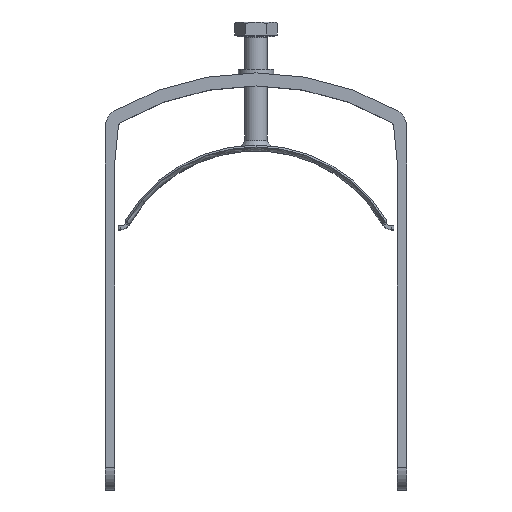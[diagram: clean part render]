
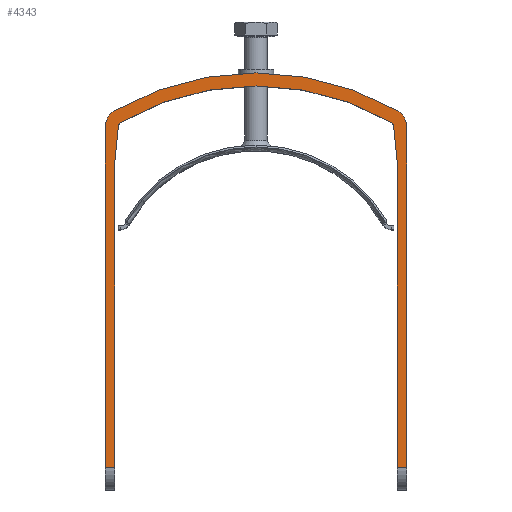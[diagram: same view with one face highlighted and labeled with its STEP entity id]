
A CAD part, top view. The second image highlights one B-rep face of the part: STEP entity #4343.
In plain terms, the highlighted face is planar.
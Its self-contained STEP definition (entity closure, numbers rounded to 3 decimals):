
#191 = FACE_OUTER_BOUND ( 'NONE', #1131, .T. ) ;
#635 = VERTEX_POINT ( 'NONE', #3803 ) ;
#660 = VERTEX_POINT ( 'NONE', #3808 ) ;
#661 = VERTEX_POINT ( 'NONE', #3814 ) ;
#662 = VERTEX_POINT ( 'NONE', #3815 ) ;
#663 = VERTEX_POINT ( 'NONE', #3813 ) ;
#664 = VERTEX_POINT ( 'NONE', #3816 ) ;
#665 = VERTEX_POINT ( 'NONE', #3811 ) ;
#666 = VERTEX_POINT ( 'NONE', #3817 ) ;
#669 = VERTEX_POINT ( 'NONE', #3819 ) ;
#672 = VERTEX_POINT ( 'NONE', #3822 ) ;
#673 = VERTEX_POINT ( 'NONE', #3823 ) ;
#674 = VERTEX_POINT ( 'NONE', #3824 ) ;
#675 = VERTEX_POINT ( 'NONE', #3825 ) ;
#1053 = ORIENTED_EDGE ( 'NONE', *, *, #2965, .T. ) ;
#1054 = ORIENTED_EDGE ( 'NONE', *, *, #2964, .F. ) ;
#1055 = ORIENTED_EDGE ( 'NONE', *, *, #2963, .F. ) ;
#1056 = ORIENTED_EDGE ( 'NONE', *, *, #2962, .F. ) ;
#1057 = ORIENTED_EDGE ( 'NONE', *, *, #2961, .T. ) ;
#1058 = ORIENTED_EDGE ( 'NONE', *, *, #2960, .T. ) ;
#1059 = ORIENTED_EDGE ( 'NONE', *, *, #2959, .T. ) ;
#1060 = ORIENTED_EDGE ( 'NONE', *, *, #2957, .T. ) ;
#1061 = ORIENTED_EDGE ( 'NONE', *, *, #2958, .F. ) ;
#1062 = ORIENTED_EDGE ( 'NONE', *, *, #2975, .F. ) ;
#1063 = ORIENTED_EDGE ( 'NONE', *, *, #2989, .F. ) ;
#1064 = ORIENTED_EDGE ( 'NONE', *, *, #2992, .F. ) ;
#1065 = ORIENTED_EDGE ( 'NONE', *, *, #2995, .F. ) ;
#1066 = ORIENTED_EDGE ( 'NONE', *, *, #2945, .T. ) ;
#1131 = EDGE_LOOP ( 'NONE', ( #1066, #1065, #1064, #1063, #1062, #1061, #1060, #1059, #1058, #1057, #1056, #1055, #1054, #1053 ) ) ;
#1302 = VERTEX_POINT ( 'NONE', #3916 ) ;
#1544 = AXIS2_PLACEMENT_3D ( 'NONE', #2133, #2134, #2135 ) ;
#1545 = AXIS2_PLACEMENT_3D ( 'NONE', #2138, #2139, #2140 ) ;
#1546 = AXIS2_PLACEMENT_3D ( 'NONE', #2143, #2144, #2145 ) ;
#1551 = AXIS2_PLACEMENT_3D ( 'NONE', #2172, #2173, #2174 ) ;
#1555 = AXIS2_PLACEMENT_3D ( 'NONE', #2202, #2203, #2204 ) ;
#1557 = AXIS2_PLACEMENT_3D ( 'NONE', #2210, #2211, #2212 ) ;
#1667 = AXIS2_PLACEMENT_3D ( 'NONE', #2636, #2645, #2646 ) ;
#2101 = CARTESIAN_POINT ( 'NONE',  ( -40.5, 106., -12.5 ) ) ;
#2102 = DIRECTION ( 'NONE',  ( 1., 0., 0. ) ) ;
#2125 = CARTESIAN_POINT ( 'NONE',  ( -40.5, 106., -12.5 ) ) ;
#2126 = DIRECTION ( 'NONE',  ( 1., 0., 0. ) ) ;
#2127 = CARTESIAN_POINT ( 'NONE',  ( -40.5, 112., -12.5 ) ) ;
#2128 = DIRECTION ( 'NONE',  ( 0., -1., 0. ) ) ;
#2129 = CARTESIAN_POINT ( 'NONE',  ( -38., 112., -12.5 ) ) ;
#2130 = DIRECTION ( 'NONE',  ( 0., -1., 0. ) ) ;
#2131 = CARTESIAN_POINT ( 'NONE',  ( -38.012, 24.761, -12.5 ) ) ;
#2132 = DIRECTION ( 'NONE',  ( 0.1, -0.995, 0. ) ) ;
#2133 = CARTESIAN_POINT ( 'NONE',  ( -35.5, 14.512, -12.5 ) ) ;
#2134 = DIRECTION ( 'NONE',  ( 0., 0., 1. ) ) ;
#2135 = DIRECTION ( 'NONE',  ( 1., 0., 0. ) ) ;
#2136 = CARTESIAN_POINT ( 'NONE',  ( 36.973, 14.365, -12.5 ) ) ;
#2137 = DIRECTION ( 'NONE',  ( -0.1, -0.995, 0. ) ) ;
#2138 = CARTESIAN_POINT ( 'NONE',  ( 0., 76., -12.5 ) ) ;
#2139 = DIRECTION ( 'NONE',  ( 0., 0., -1. ) ) ;
#2140 = DIRECTION ( 'NONE',  ( 1., 0., 0. ) ) ;
#2143 = CARTESIAN_POINT ( 'NONE',  ( 35.5, 14.512, -12.5 ) ) ;
#2144 = DIRECTION ( 'NONE',  ( 0., 0., -1. ) ) ;
#2145 = DIRECTION ( 'NONE',  ( 1., 0., 0. ) ) ;
#2146 = CARTESIAN_POINT ( 'NONE',  ( 38., 112., -12.5 ) ) ;
#2147 = DIRECTION ( 'NONE',  ( 0., 1., 0. ) ) ;
#2172 = CARTESIAN_POINT ( 'NONE',  ( -35.5, 14.512, -12.5 ) ) ;
#2173 = DIRECTION ( 'NONE',  ( 0., 0., 1. ) ) ;
#2174 = DIRECTION ( 'NONE',  ( -1., 0., 0. ) ) ;
#2202 = CARTESIAN_POINT ( 'NONE',  ( 0., 76., -12.5 ) ) ;
#2203 = DIRECTION ( 'NONE',  ( 0., 0., 1. ) ) ;
#2204 = DIRECTION ( 'NONE',  ( 1., 0., 0. ) ) ;
#2210 = CARTESIAN_POINT ( 'NONE',  ( 35.5, 14.512, -12.5 ) ) ;
#2211 = DIRECTION ( 'NONE',  ( 0., 0., 1. ) ) ;
#2212 = DIRECTION ( 'NONE',  ( 1., 0., 0. ) ) ;
#2218 = CARTESIAN_POINT ( 'NONE',  ( 40.5, 112., -12.5 ) ) ;
#2219 = DIRECTION ( 'NONE',  ( 0., 1., 0. ) ) ;
#2636 = CARTESIAN_POINT ( 'NONE',  ( 35.5, 14.512, -12.5 ) ) ;
#2643 = PLANE ( 'NONE',  #1667 ) ;
#2645 = DIRECTION ( 'NONE',  ( 0., 0., 1. ) ) ;
#2646 = DIRECTION ( 'NONE',  ( 1., 0., 0. ) ) ;
#2945 = EDGE_CURVE ( 'NONE', #669, #666, #3271, .T. ) ;
#2957 = EDGE_CURVE ( 'NONE', #662, #675, #3249, .T. ) ;
#2958 = EDGE_CURVE ( 'NONE', #662, #665, #3247, .T. ) ;
#2959 = EDGE_CURVE ( 'NONE', #675, #674, #3245, .T. ) ;
#2960 = EDGE_CURVE ( 'NONE', #674, #673, #3243, .T. ) ;
#2961 = EDGE_CURVE ( 'NONE', #673, #672, #3241, .T. ) ;
#2962 = EDGE_CURVE ( 'NONE', #663, #672, #3239, .T. ) ;
#2963 = EDGE_CURVE ( 'NONE', #661, #663, #3238, .T. ) ;
#2964 = EDGE_CURVE ( 'NONE', #660, #661, #3237, .T. ) ;
#2965 = EDGE_CURVE ( 'NONE', #660, #669, #3236, .T. ) ;
#2975 = EDGE_CURVE ( 'NONE', #665, #635, #3220, .T. ) ;
#2989 = EDGE_CURVE ( 'NONE', #635, #664, #3196, .T. ) ;
#2992 = EDGE_CURVE ( 'NONE', #664, #1302, #3192, .T. ) ;
#2995 = EDGE_CURVE ( 'NONE', #1302, #666, #3188, .T. ) ;
#3185 = VECTOR ( 'NONE', #2219, 1000. ) ;
#3188 = LINE ( 'NONE', #2218, #3185 ) ;
#3192 = CIRCLE ( 'NONE', #1557, 5. ) ;
#3196 = CIRCLE ( 'NONE', #1555, 76. ) ;
#3220 = CIRCLE ( 'NONE', #1551, 5. ) ;
#3233 = VECTOR ( 'NONE', #2147, 1000. ) ;
#3235 = VECTOR ( 'NONE', #2137, 1000. ) ;
#3236 = LINE ( 'NONE', #2146, #3233 ) ;
#3237 = LINE ( 'NONE', #2136, #3235 ) ;
#3238 = CIRCLE ( 'NONE', #1546, 1.5 ) ;
#3239 = CIRCLE ( 'NONE', #1545, 72.5 ) ;
#3240 = VECTOR ( 'NONE', #2132, 1000. ) ;
#3241 = CIRCLE ( 'NONE', #1544, 1.5 ) ;
#3242 = VECTOR ( 'NONE', #2130, 1000. ) ;
#3243 = LINE ( 'NONE', #2131, #3240 ) ;
#3244 = VECTOR ( 'NONE', #2128, 1000. ) ;
#3245 = LINE ( 'NONE', #2129, #3242 ) ;
#3246 = VECTOR ( 'NONE', #2126, 1000. ) ;
#3247 = LINE ( 'NONE', #2127, #3244 ) ;
#3249 = LINE ( 'NONE', #2125, #3246 ) ;
#3268 = VECTOR ( 'NONE', #2102, 1000. ) ;
#3271 = LINE ( 'NONE', #2101, #3268 ) ;
#3803 = CARTESIAN_POINT ( 'NONE',  ( -38., 10.182, -12.5 ) ) ;
#3808 = CARTESIAN_POINT ( 'NONE',  ( 38., 24.637, -12.5 ) ) ;
#3811 = CARTESIAN_POINT ( 'NONE',  ( -40.5, 14.512, -12.5 ) ) ;
#3813 = CARTESIAN_POINT ( 'NONE',  ( 36.25, 13.213, -12.5 ) ) ;
#3814 = CARTESIAN_POINT ( 'NONE',  ( 36.997, 14.607, -12.5 ) ) ;
#3815 = CARTESIAN_POINT ( 'NONE',  ( -40.5, 106., -12.5 ) ) ;
#3816 = CARTESIAN_POINT ( 'NONE',  ( 38., 10.182, -12.5 ) ) ;
#3817 = CARTESIAN_POINT ( 'NONE',  ( 40.5, 106., -12.5 ) ) ;
#3819 = CARTESIAN_POINT ( 'NONE',  ( 38., 106., -12.5 ) ) ;
#3822 = CARTESIAN_POINT ( 'NONE',  ( -36.25, 13.213, -12.5 ) ) ;
#3823 = CARTESIAN_POINT ( 'NONE',  ( -36.997, 14.607, -12.5 ) ) ;
#3824 = CARTESIAN_POINT ( 'NONE',  ( -38., 24.637, -12.5 ) ) ;
#3825 = CARTESIAN_POINT ( 'NONE',  ( -38., 106., -12.5 ) ) ;
#3916 = CARTESIAN_POINT ( 'NONE',  ( 40.5, 14.512, -12.5 ) ) ;
#4343 = ADVANCED_FACE ( 'NONE', ( #191 ), #2643, .F. ) ;
